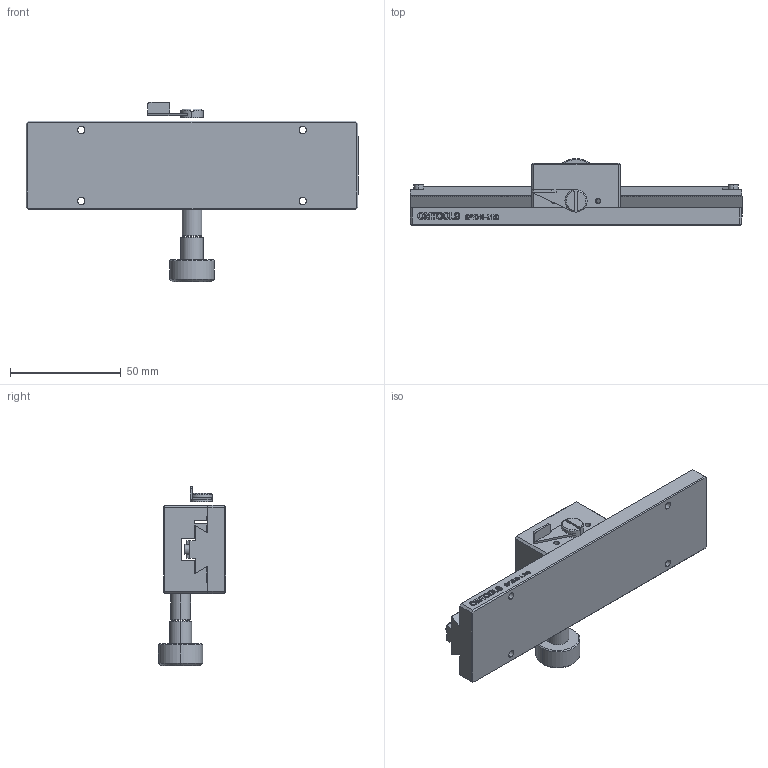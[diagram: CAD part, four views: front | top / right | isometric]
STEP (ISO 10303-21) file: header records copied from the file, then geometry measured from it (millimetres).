
FILE_DESCRIPTION (( 'STEP AP203' ), '1' );
FILE_NAME ('SPYC40-L150.STEP', '2020-07-13T06:52:08', ( 'User' ), ( 'Microsoft' ), 'SwSTEP 2.0', 'SolidWorks 2018', '' );
FILE_SCHEMA (( 'CONFIG_CONTROL_DESIGN' ));
Length unit declared in the file: millimetre
Products named in the file (2): SPYC40-L150
Bounding box: 150 x 30.3 x 81 mm (x, y, z)
Surface area: 27771.3 mm2 (no closed solid volume)
Topology: 0 solids, 5 shells, 253 faces, 922 edges, 650 vertices
Faces by surface type: plane 157, cylinder 43, bspline 38, cone 13, torus 2
Entity records: 14101 total; most frequent: CARTESIAN_POINT 6585, ORIENTED_EDGE 1452, DIRECTION 1330, EDGE_CURVE 918, VERTEX_POINT 650, LINE 616, VECTOR 616, AXIS2_PLACEMENT_3D 357
